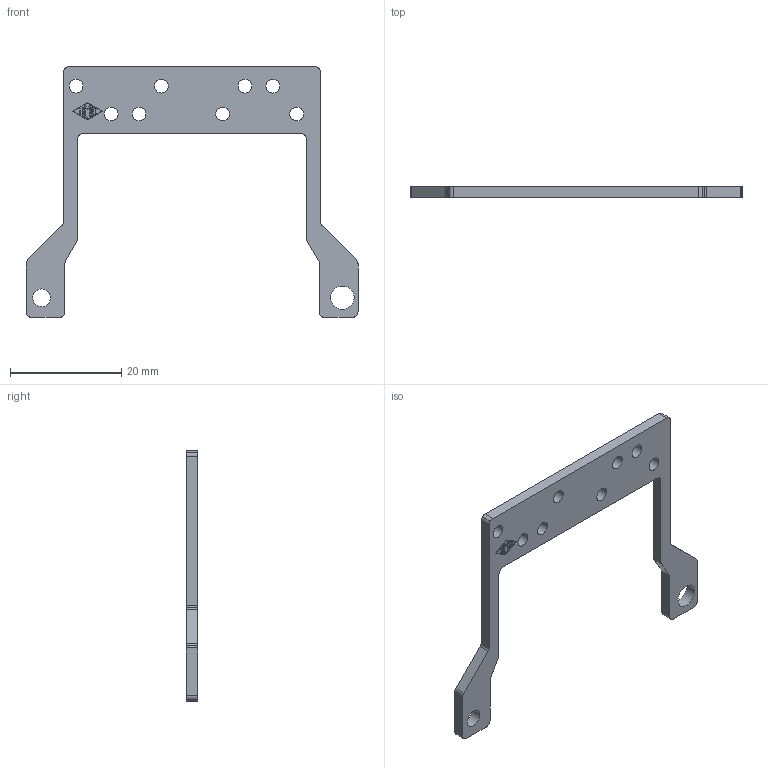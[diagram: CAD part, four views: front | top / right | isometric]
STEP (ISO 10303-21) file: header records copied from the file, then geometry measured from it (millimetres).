
FILE_DESCRIPTION((''),'2;1');
FILE_NAME('CR 10 ST.stp','2007-01-02T17:36:26',('gembarski'),(''),'Autodesk Inventor 7','Autodesk Inventor 7','');
FILE_SCHEMA(('AUTOMOTIVE_DESIGN { 1 0 10303 214 1 1 1 1 }'));
Length unit declared in the file: millimetre
Products named in the file (1): CR 10 ST
Bounding box: 59.6 x 2 x 45 mm (x, y, z)
Volume: 1567.7 mm3; surface area: 2268.7 mm2
Topology: 1 solids, 1 shells, 119 faces, 333 edges, 222 vertices
Faces by surface type: plane 55, cylinder 48, bspline 16
Entity records: 4146 total; most frequent: CARTESIAN_POINT 947, DIRECTION 669, ORIENTED_EDGE 666, EDGE_CURVE 333, AXIS2_PLACEMENT_3D 232, VERTEX_POINT 222, VECTOR 205, LINE 205
